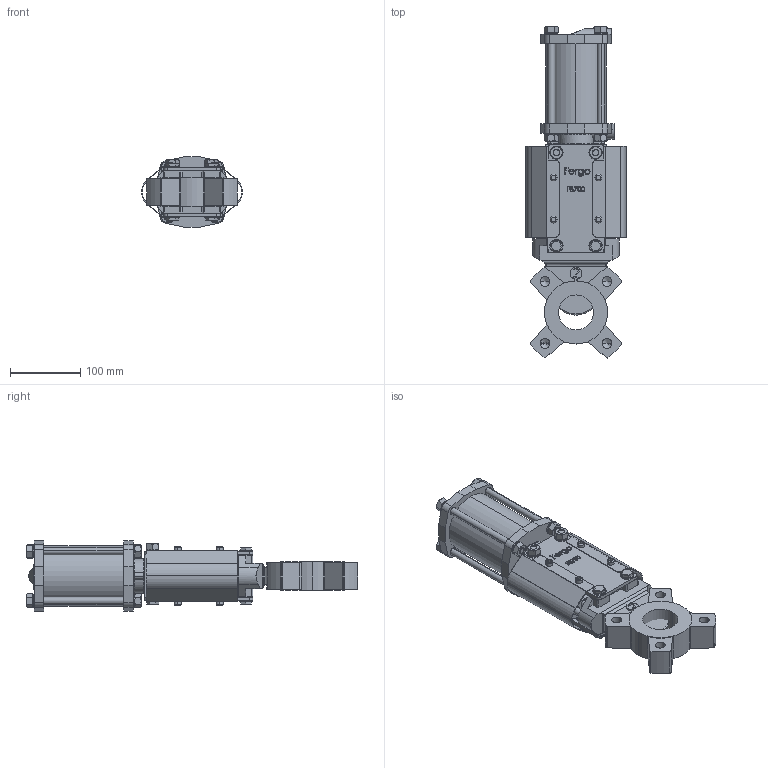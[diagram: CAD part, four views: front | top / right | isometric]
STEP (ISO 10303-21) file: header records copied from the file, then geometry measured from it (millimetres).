
FILE_DESCRIPTION (( 'STEP AP214' ), '1' );
FILE_NAME ('FB700-Plattenschieber-Stoffschieber-DN50-PN10-Doppeltwirkend-Pneumatischer-Antrieb-Fergo.STEP', '2022-09-23T13:06:12', ( '' ), ( '' ), 'SwSTEP 2.0', 'SolidWorks 2022', '' );
FILE_SCHEMA (( 'AUTOMOTIVE_DESIGN' ));
Length unit declared in the file: millimetre
Products named in the file (1): FB700-Plattenschieber-Stoffschieber-DN50-PN10-Doppeltwirkend-Pneumatischer-Antrieb-Fergo
Bounding box: 144 x 473.67 x 100 mm (x, y, z)
Volume: 1602827.2 mm3; surface area: 467495.7 mm2
Topology: 64 solids, 64 shells, 1719 faces, 4242 edges, 2712 vertices
Faces by surface type: plane 647, cylinder 619, cone 218, bspline 160, torus 75
Entity records: 84622 total; most frequent: CARTESIAN_POINT 29408, ORIENTED_EDGE 8428, DIRECTION 7358, EDGE_CURVE 4214, VERTEX_POINT 2712, AXIS2_PLACEMENT_3D 2697, VECTOR 1964, LINE 1964
